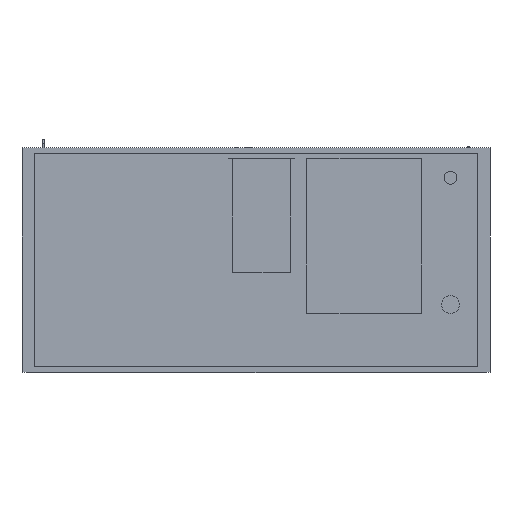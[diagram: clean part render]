
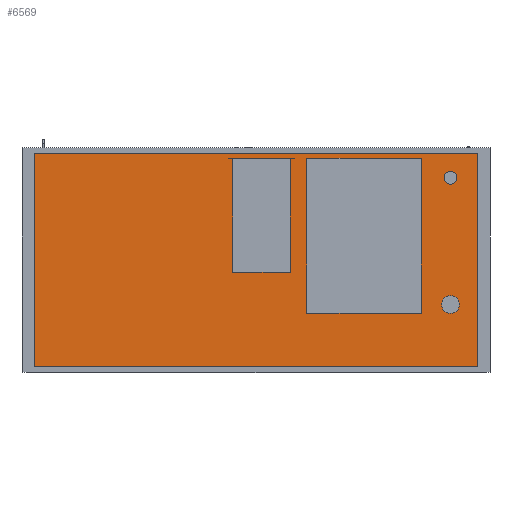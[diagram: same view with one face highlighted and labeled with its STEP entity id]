
A CAD part, front view. The second image highlights one B-rep face of the part: STEP entity #6569.
In plain terms, the highlighted planar face has unit normal (0, -1, 0).
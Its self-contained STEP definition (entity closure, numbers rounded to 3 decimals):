
#108=FACE_BOUND('',#886,.T.);
#109=FACE_BOUND('',#887,.T.);
#129=PLANE('',#7048);
#476=FACE_OUTER_BOUND('',#885,.T.);
#885=EDGE_LOOP('',(#4666,#4667,#4668,#4669));
#886=EDGE_LOOP('',(#4670));
#887=EDGE_LOOP('',(#4671));
#1302=LINE('',#9501,#2114);
#1306=LINE('',#9509,#2118);
#1309=LINE('',#9515,#2121);
#1312=LINE('',#9520,#2124);
#2114=VECTOR('',#7612,10.);
#2118=VECTOR('',#7618,10.);
#2121=VECTOR('',#7623,10.);
#2124=VECTOR('',#7628,10.);
#2913=CIRCLE('',#7032,20.);
#2915=CIRCLE('',#7036,27.5);
#3043=VERTEX_POINT('',#9462);
#3045=VERTEX_POINT('',#9469);
#3054=VERTEX_POINT('',#9499);
#3055=VERTEX_POINT('',#9500);
#3058=VERTEX_POINT('',#9508);
#3060=VERTEX_POINT('',#9514);
#3672=EDGE_CURVE('',#3043,#3043,#2913,.T.);
#3675=EDGE_CURVE('',#3045,#3045,#2915,.T.);
#3688=EDGE_CURVE('',#3054,#3055,#1302,.T.);
#3692=EDGE_CURVE('',#3058,#3054,#1306,.T.);
#3695=EDGE_CURVE('',#3060,#3058,#1309,.T.);
#3698=EDGE_CURVE('',#3055,#3060,#1312,.T.);
#4666=ORIENTED_EDGE('',*,*,#3698,.F.);
#4667=ORIENTED_EDGE('',*,*,#3688,.F.);
#4668=ORIENTED_EDGE('',*,*,#3692,.F.);
#4669=ORIENTED_EDGE('',*,*,#3695,.F.);
#4670=ORIENTED_EDGE('',*,*,#3672,.T.);
#4671=ORIENTED_EDGE('',*,*,#3675,.T.);
#6569=ADVANCED_FACE('',(#476,#108,#109),#129,.F.);
#7032=AXIS2_PLACEMENT_3D('',#9464,#7575,#7576);
#7036=AXIS2_PLACEMENT_3D('',#9471,#7584,#7585);
#7048=AXIS2_PLACEMENT_3D('',#9523,#7632,#7633);
#7575=DIRECTION('center_axis',(0.,1.,0.));
#7576=DIRECTION('ref_axis',(1.,0.,0.));
#7584=DIRECTION('center_axis',(0.,1.,0.));
#7585=DIRECTION('ref_axis',(1.,0.,0.));
#7612=DIRECTION('',(0.,0.,1.));
#7618=DIRECTION('',(-1.,0.,0.));
#7623=DIRECTION('',(0.,0.,-1.));
#7628=DIRECTION('',(1.,0.,0.));
#7632=DIRECTION('center_axis',(0.,1.,0.));
#7633=DIRECTION('ref_axis',(0.,0.,1.));
#9462=CARTESIAN_POINT('',(582.5,0.,255.));
#9464=CARTESIAN_POINT('Origin',(602.5,0.,255.));
#9469=CARTESIAN_POINT('',(575.,0.,-138.));
#9471=CARTESIAN_POINT('Origin',(602.5,0.,-138.));
#9499=CARTESIAN_POINT('',(-687.5,0.,-330.));
#9500=CARTESIAN_POINT('',(-687.5,0.,330.));
#9501=CARTESIAN_POINT('',(-687.5,0.,-330.));
#9508=CARTESIAN_POINT('',(687.5,0.,-330.));
#9509=CARTESIAN_POINT('',(687.5,0.,-330.));
#9514=CARTESIAN_POINT('',(687.5,0.,330.));
#9515=CARTESIAN_POINT('',(687.5,0.,330.));
#9520=CARTESIAN_POINT('',(-687.5,0.,330.));
#9523=CARTESIAN_POINT('Origin',(0.,0.,0.));
